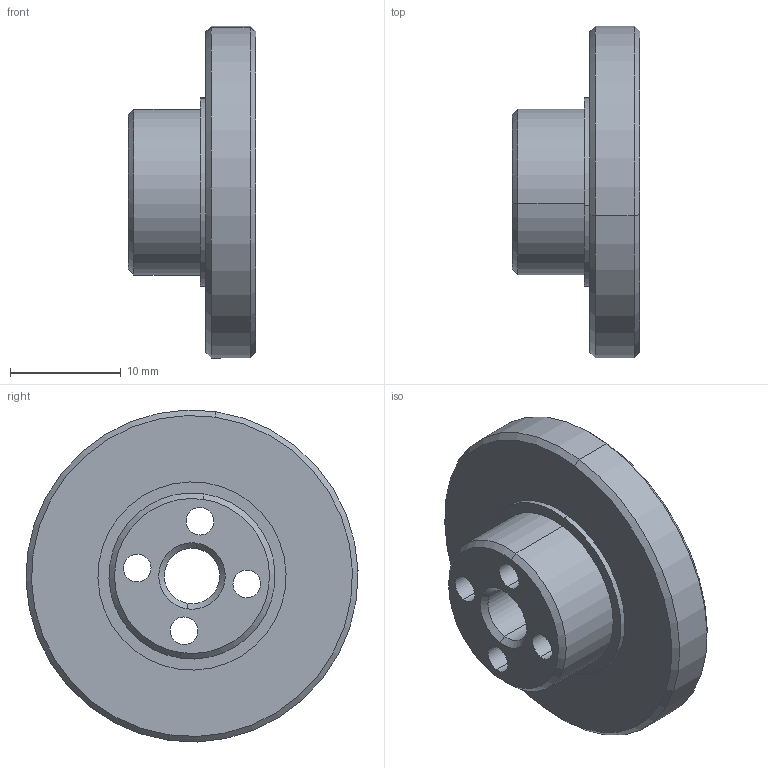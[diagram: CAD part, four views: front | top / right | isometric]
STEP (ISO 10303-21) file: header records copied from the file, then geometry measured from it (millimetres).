
FILE_DESCRIPTION (( 'STEP AP203' ), '1' );
FILE_NAME ('3510熬厒萇儂.', '2024-02-17T01:37:49', ( '' ), ( '' ), 'SwSTEP 2.0', 'SolidWorks 2022', '' );
FILE_SCHEMA (( 'CONFIG_CONTROL_DESIGN' ));
Length unit declared in the file: millimetre
Products named in the file (2): W机构输出轴_3__á_3__¨￠; 3510熬厒萇儂米__迆|足__“2
Assembly tree (1 placements, depth 2):
  3510熬厒萇儂米__迆|足__“2
    W机构输出轴_3__á_3__¨￠
Bounding box: 11.5 x 29.99 x 29.99 mm (x, y, z)
Volume: 3755 mm3; surface area: 2716.2 mm2
Topology: 1 solids, 1 shells, 68 faces, 144 edges, 86 vertices
Faces by surface type: cone 30, cylinder 28, plane 10
Entity records: 2050 total; most frequent: DIRECTION 374, CARTESIAN_POINT 302, ORIENTED_EDGE 288, AXIS2_PLACEMENT_3D 158, EDGE_CURVE 144, EDGE_LOOP 86, VERTEX_POINT 86, CIRCLE 86
